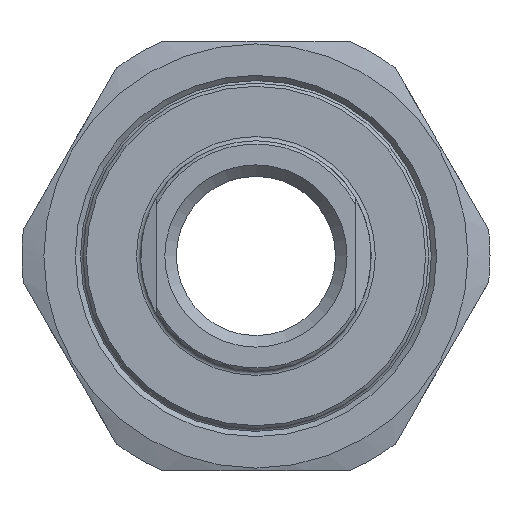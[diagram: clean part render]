
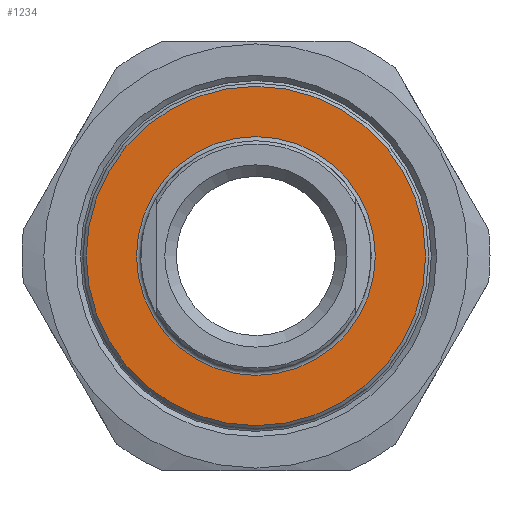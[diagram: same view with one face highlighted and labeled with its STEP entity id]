
A CAD part, left-side view. The second image highlights one B-rep face of the part: STEP entity #1234.
In plain terms, the highlighted planar face has unit normal (-1, 0, 0).
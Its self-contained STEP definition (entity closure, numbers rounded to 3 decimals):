
#80=FACE_BOUND('',#277,.T.);
#107=PLANE('',#1476);
#190=FACE_OUTER_BOUND('',#276,.T.);
#276=EDGE_LOOP('',(#1109));
#277=EDGE_LOOP('',(#1110));
#485=CIRCLE('',#1473,11.4);
#487=CIRCLE('',#1477,16.2);
#603=VERTEX_POINT('',#2293);
#604=VERTEX_POINT('',#2300);
#772=EDGE_CURVE('',#603,#603,#485,.T.);
#775=EDGE_CURVE('',#604,#604,#487,.T.);
#1109=ORIENTED_EDGE('',*,*,#775,.F.);
#1110=ORIENTED_EDGE('',*,*,#772,.F.);
#1234=ADVANCED_FACE('',(#190,#80),#107,.T.);
#1473=AXIS2_PLACEMENT_3D('',#2295,#1865,#1866);
#1476=AXIS2_PLACEMENT_3D('',#2299,#1872,#1873);
#1477=AXIS2_PLACEMENT_3D('',#2301,#1874,#1875);
#1865=DIRECTION('center_axis',(-1.,0.,0.));
#1866=DIRECTION('ref_axis',(0.,-1.,0.));
#1872=DIRECTION('center_axis',(-1.,0.,0.));
#1873=DIRECTION('ref_axis',(0.,0.,1.));
#1874=DIRECTION('center_axis',(1.,0.,0.));
#1875=DIRECTION('ref_axis',(0.,-1.,0.));
#2293=CARTESIAN_POINT('',(-11.5,0.,11.4));
#2295=CARTESIAN_POINT('Origin',(-11.5,0.,0.));
#2299=CARTESIAN_POINT('Origin',(-11.5,16.5,0.));
#2300=CARTESIAN_POINT('',(-11.5,16.2,0.));
#2301=CARTESIAN_POINT('Origin',(-11.5,0.,0.));
